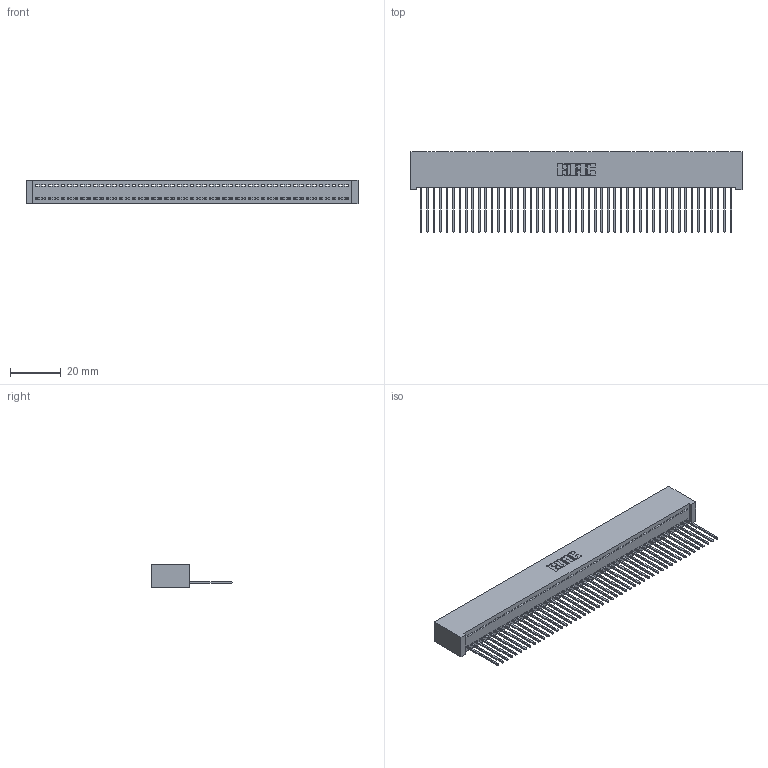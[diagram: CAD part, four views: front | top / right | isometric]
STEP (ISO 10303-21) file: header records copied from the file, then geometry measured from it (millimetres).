
FILE_DESCRIPTION (( 'STEP AP203' ), '1' );
FILE_NAME ('392-049-542-101.STEP', '2019-10-08T10:53:41', ( '' ), ( '' ), 'SwSTEP 2.0', 'SolidWorks 2016', '' );
FILE_SCHEMA (( 'CONFIG_CONTROL_DESIGN' ));
Length unit declared in the file: inch
Products named in the file (3): 342 Part_Lugless; 345-292-001_345-293-142; 392-049-542-101
Assembly tree (50 placements, depth 2):
  392-049-542-101
    342 Part_Lugless
    345-292-001_345-293-142  x49
Bounding box: 130.71 x 31.63 x 9.4 mm (x, y, z)
Volume: 12004.3 mm3; surface area: 18746.6 mm2
Topology: 50 solids, 50 shells, 2944 faces, 8899 edges, 5866 vertices
Faces by surface type: plane 2120, cylinder 824
Entity records: 28659 total; most frequent: CARTESIAN_POINT 4949, ORIENTED_EDGE 4934, DIRECTION 4153, EDGE_CURVE 2467, VECTOR 2347, LINE 2347, VERTEX_POINT 1642, AXIS2_PLACEMENT_3D 903
